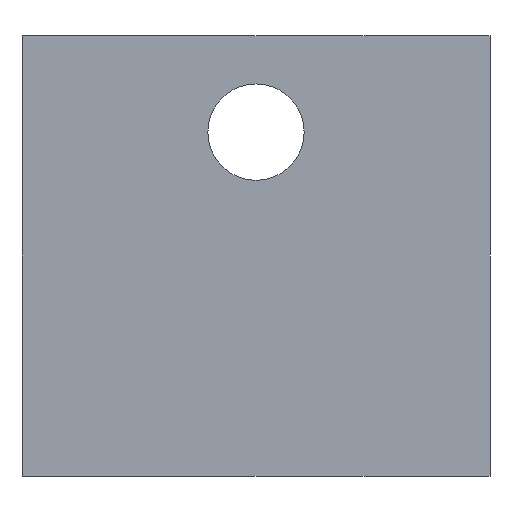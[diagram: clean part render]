
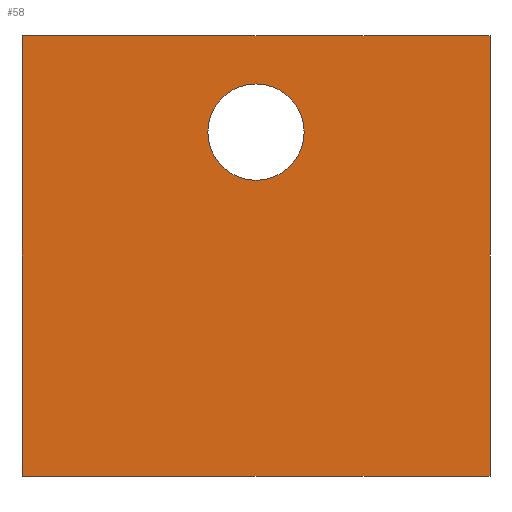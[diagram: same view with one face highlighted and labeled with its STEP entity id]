
A CAD part, front view. The second image highlights one B-rep face of the part: STEP entity #58.
In plain terms, the highlighted planar face has unit normal (0, -1, 0).
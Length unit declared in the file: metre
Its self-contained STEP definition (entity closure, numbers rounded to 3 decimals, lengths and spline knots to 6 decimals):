
#58 = ADVANCED_FACE( '', ( #140, #141 ), #142, .F. );
#140 = FACE_BOUND( '', #255, .T. );
#141 = FACE_OUTER_BOUND( '', #256, .T. );
#142 = PLANE( '', #257 );
#255 = EDGE_LOOP( '', ( #369 ) );
#256 = EDGE_LOOP( '', ( #370, #371, #372, #373 ) );
#257 = AXIS2_PLACEMENT_3D( '', #374, #375, #376 );
#369 = ORIENTED_EDGE( '', *, *, #666, .T. );
#370 = ORIENTED_EDGE( '', *, *, #667, .T. );
#371 = ORIENTED_EDGE( '', *, *, #668, .F. );
#372 = ORIENTED_EDGE( '', *, *, #669, .F. );
#373 = ORIENTED_EDGE( '', *, *, #670, .T. );
#374 = CARTESIAN_POINT( '', ( -0.0085, 0., 0.016 ) );
#375 = DIRECTION( '', ( 0., 1., 0. ) );
#376 = DIRECTION( '', ( 0., 0., 1. ) );
#666 = EDGE_CURVE( '', #788, #788, #789, .T. );
#667 = EDGE_CURVE( '', #790, #791, #792, .T. );
#668 = EDGE_CURVE( '', #793, #791, #794, .T. );
#669 = EDGE_CURVE( '', #795, #793, #796, .T. );
#670 = EDGE_CURVE( '', #795, #790, #797, .T. );
#788 = VERTEX_POINT( '', #970 );
#789 = CIRCLE( '', #971, 0.00175 );
#790 = VERTEX_POINT( '', #972 );
#791 = VERTEX_POINT( '', #973 );
#792 = LINE( '', #974, #975 );
#793 = VERTEX_POINT( '', #976 );
#794 = LINE( '', #977, #978 );
#795 = VERTEX_POINT( '', #979 );
#796 = LINE( '', #980, #981 );
#797 = LINE( '', #982, #983 );
#970 = CARTESIAN_POINT( '', ( -0.0085, 0., 0.01425 ) );
#971 = AXIS2_PLACEMENT_3D( '', #1216, #1217, #1218 );
#972 = CARTESIAN_POINT( '', ( -0.017, 0., 0. ) );
#973 = CARTESIAN_POINT( '', ( 0., 0., 0. ) );
#974 = CARTESIAN_POINT( '', ( -0.0085, 0., 0. ) );
#975 = VECTOR( '', #1219, 1. );
#976 = CARTESIAN_POINT( '', ( 0., 0., 0.016 ) );
#977 = CARTESIAN_POINT( '', ( 0., 0., 0.016 ) );
#978 = VECTOR( '', #1220, 1. );
#979 = CARTESIAN_POINT( '', ( -0.017, 0., 0.016 ) );
#980 = CARTESIAN_POINT( '', ( -0.0085, 0., 0.016 ) );
#981 = VECTOR( '', #1221, 1. );
#982 = CARTESIAN_POINT( '', ( -0.017, 0., 0.016 ) );
#983 = VECTOR( '', #1222, 1. );
#1216 = CARTESIAN_POINT( '', ( -0.0085, 0., 0.0125 ) );
#1217 = DIRECTION( '', ( 0., 1., 0. ) );
#1218 = DIRECTION( '', ( 0., 0., 1. ) );
#1219 = DIRECTION( '', ( 1., 0., 0. ) );
#1220 = DIRECTION( '', ( 0., 0., -1. ) );
#1221 = DIRECTION( '', ( 1., 0., 0. ) );
#1222 = DIRECTION( '', ( 0., 0., -1. ) );
